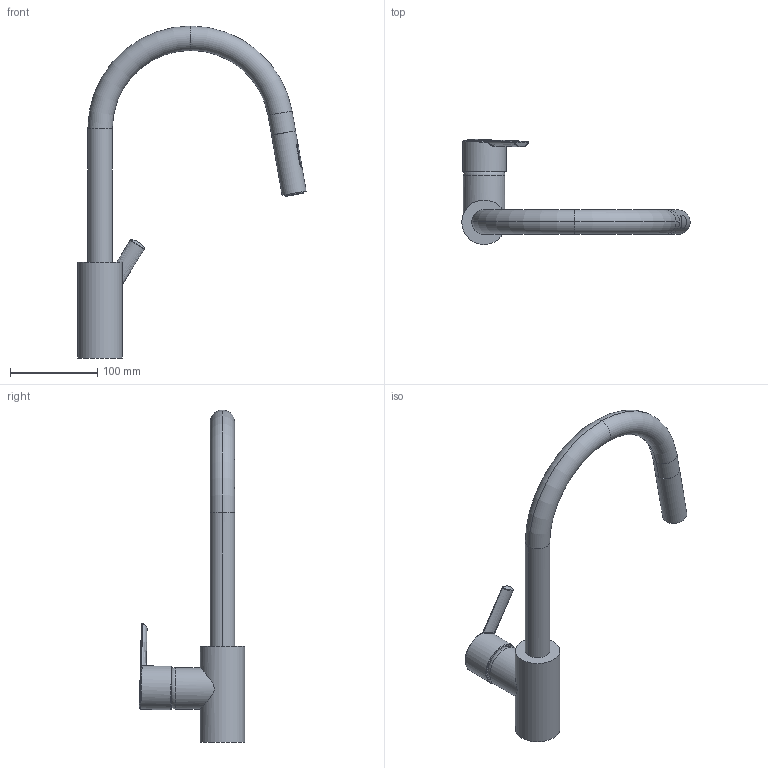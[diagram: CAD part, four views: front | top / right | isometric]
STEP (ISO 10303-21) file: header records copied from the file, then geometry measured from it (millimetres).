
FILE_DESCRIPTION(/* description */ ('Unknown'),/* implementation_level */ '2;1');
FILE_NAME(/* name */ '31486001',/* time_stamp */ '2022-09-01T15:23:06+02:00',/* author */ ('Unknown'),/* organization */ ('GROHE AG'),/* preprocessor_version */ 'ST-DEVELOPER v16.7',/* originating_system */ 'DEX',/* authorisation */ $);
FILE_SCHEMA (('AUTOMOTIVE_DESIGN {1 0 10303 214 3 1 1}'));
Length unit declared in the file: millimetre
Products named in the file (9): 31486001; jama_tri; 31486001_0; 071121 Body High Spout klein 01; P23012-02_2; 31486001_1; 31486001_2; P23012-04
Assembly tree (8 placements, depth 2):
  31486001
    jama_tri
    31486001
    31486001_0
    071121 Body High Spout klein 01
    P23012-02_2
    31486001_1
    31486001_2
    P23012-04
Bounding box: 261.89 x 120.69 x 380.79 mm (x, y, z)
Volume: 729942.5 mm3; surface area: 104212.4 mm2
Topology: 8 solids, 9 shells, 801 faces, 2029 edges, 1227 vertices
Faces by surface type: plane 194, torus 167, cone 160, bspline 153, cylinder 121, sphere 6
Full cylindrical faces by diameter (mm): 17.275 x1, 18.1 x1, 20.405 x1, 20.96 x1, 25.4 x1, 28 x1, 43 x1, 47.5 x1, 50 x1, 51 x1
Entity records: 33573 total; most frequent: CARTESIAN_POINT 14678, DIRECTION 4056, ORIENTED_EDGE 3880, EDGE_CURVE 1940, AXIS2_PLACEMENT_3D 1813, VERTEX_POINT 1198, CIRCLE 1116, EDGE_LOOP 924
